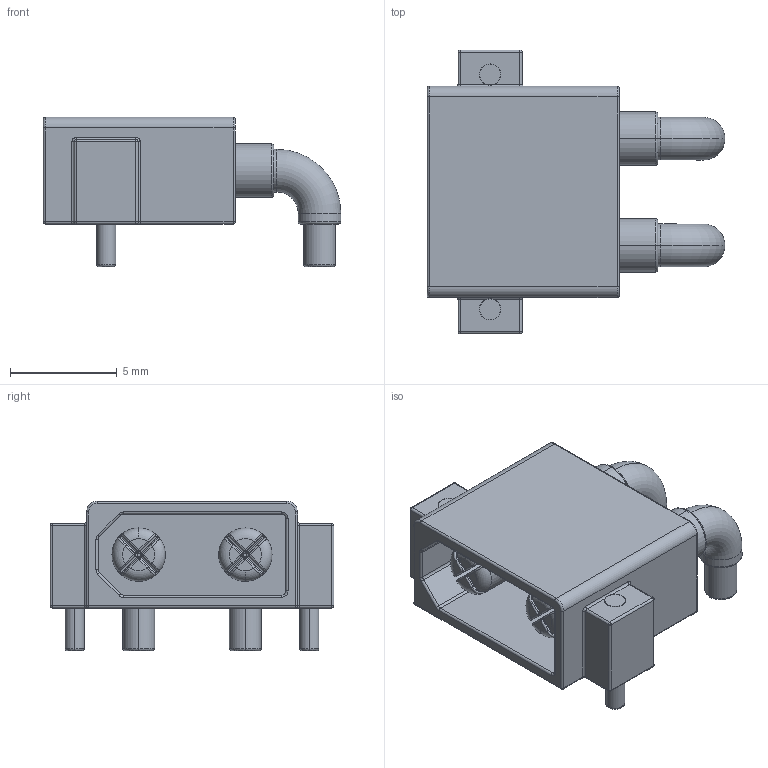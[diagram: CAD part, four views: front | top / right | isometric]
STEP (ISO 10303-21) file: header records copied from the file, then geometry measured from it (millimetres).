
FILE_DESCRIPTION (( 'STEP AP214' ), '1' );
FILE_NAME ('A7D51454-A8D9-40AB-BE85-BCD6FF9FF8BD.STEP', '2024-11-09T05:24:05', ( '' ), ( '' ), 'SwSTEP 2.0', 'SolidWorks 2022', '' );
FILE_SCHEMA (( 'AUTOMOTIVE_DESIGN' ));
Length unit declared in the file: millimetre
Products named in the file (1): A7D51454-A8D9-40AB-BE85-BCD6FF9FF8BD
Bounding box: 13.95 x 13.3 x 7 mm (x, y, z)
Volume: 384.5 mm3; surface area: 834.9 mm2
Topology: 1 solids, 1 shells, 318 faces, 715 edges, 396 vertices
Faces by surface type: cylinder 146, plane 62, torus 58, bspline 32, sphere 20
Entity records: 13071 total; most frequent: CARTESIAN_POINT 2595, DIRECTION 1581, ORIENTED_EDGE 1390, EDGE_CURVE 695, AXIS2_PLACEMENT_3D 664, VERTEX_POINT 392, CIRCLE 377, EDGE_LOOP 333
